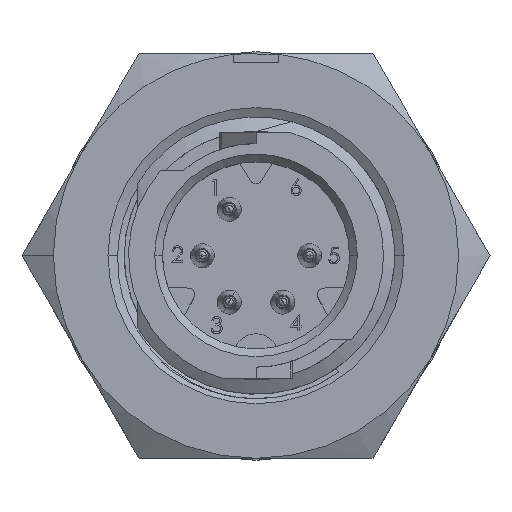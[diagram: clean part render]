
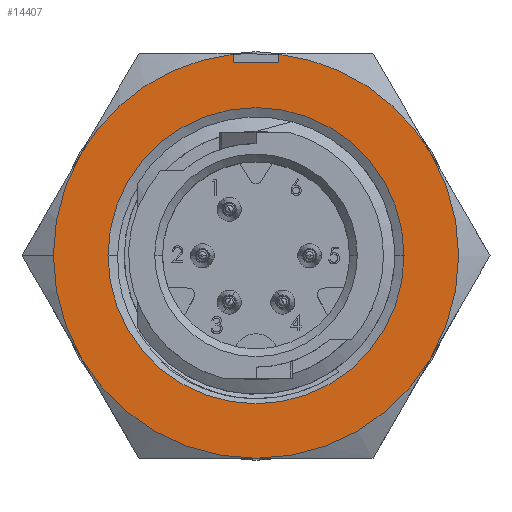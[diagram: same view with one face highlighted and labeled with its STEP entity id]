
A CAD part, top view. The second image highlights one B-rep face of the part: STEP entity #14407.
In plain terms, the highlighted planar face has unit normal (0, 0, 1).
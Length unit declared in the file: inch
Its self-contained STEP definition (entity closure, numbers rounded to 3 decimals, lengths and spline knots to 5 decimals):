
#185 = EDGE_CURVE ( 'NONE', #22860, #12792, #22098, .T. ) ;
#234 = LINE ( 'NONE', #5955, #1521 ) ;
#254 = CIRCLE ( 'NONE', #14679, 0.31 ) ;
#288 = DIRECTION ( 'NONE',  ( 0., 0., -1. ) ) ;
#951 = CARTESIAN_POINT ( 'NONE',  ( 0., 0., 0.403 ) ) ;
#1147 = CIRCLE ( 'NONE', #24004, 0.2265 ) ;
#1259 = LINE ( 'NONE', #13728, #21391 ) ;
#1521 = VECTOR ( 'NONE', #8065, 39.37008 ) ;
#1540 = FACE_OUTER_BOUND ( 'NONE', #12065, .T. ) ;
#2365 = AXIS2_PLACEMENT_3D ( 'NONE', #13156, #21230, #7319 ) ;
#2476 = EDGE_CURVE ( 'NONE', #5357, #9779, #7877, .T. ) ;
#3171 = DIRECTION ( 'NONE',  ( 1., 0., 0. ) ) ;
#3272 = CIRCLE ( 'NONE', #4970, 0.31 ) ;
#3335 = VERTEX_POINT ( 'NONE', #13595 ) ;
#3523 = LINE ( 'NONE', #11596, #21865 ) ;
#3584 = EDGE_CURVE ( 'NONE', #12792, #7207, #3272, .T. ) ;
#3961 = CARTESIAN_POINT ( 'NONE',  ( 0.26847, 0.155, 0.403 ) ) ;
#4163 = DIRECTION ( 'NONE',  ( 0., 0., -1. ) ) ;
#4209 = DIRECTION ( 'NONE',  ( 0., 0., -1. ) ) ;
#4284 = CARTESIAN_POINT ( 'NONE',  ( 0.035, -0.30802, 0.403 ) ) ;
#4636 = ORIENTED_EDGE ( 'NONE', *, *, #2476, .F. ) ;
#4970 = AXIS2_PLACEMENT_3D ( 'NONE', #7162, #25559, #3171 ) ;
#5244 = VERTEX_POINT ( 'NONE', #24611 ) ;
#5335 = DIRECTION ( 'NONE',  ( 0., 0., -1. ) ) ;
#5357 = VERTEX_POINT ( 'NONE', #19577 ) ;
#5758 = CIRCLE ( 'NONE', #20556, 0.31 ) ;
#5797 = DIRECTION ( 'NONE',  ( 0., -1., 0. ) ) ;
#5955 = CARTESIAN_POINT ( 'NONE',  ( -0.035, -0.35188, 0.403 ) ) ;
#6226 = VERTEX_POINT ( 'NONE', #24232 ) ;
#7162 = CARTESIAN_POINT ( 'NONE',  ( 0., 0., 0.403 ) ) ;
#7207 = VERTEX_POINT ( 'NONE', #4284 ) ;
#7319 = DIRECTION ( 'NONE',  ( 1., 0., 0. ) ) ;
#7320 = EDGE_CURVE ( 'NONE', #13521, #6226, #3523, .T. ) ;
#7506 = EDGE_CURVE ( 'NONE', #5244, #23602, #25211, .T. ) ;
#7876 = VERTEX_POINT ( 'NONE', #22429 ) ;
#7877 = CIRCLE ( 'NONE', #2365, 0.31 ) ;
#7907 = FACE_BOUND ( 'NONE', #19715, .T. ) ;
#8065 = DIRECTION ( 'NONE',  ( 0., -1., 0. ) ) ;
#8232 = CARTESIAN_POINT ( 'NONE',  ( -0.26847, -0.155, 0.403 ) ) ;
#8373 = DIRECTION ( 'NONE',  ( 1., 0., 0. ) ) ;
#8625 = DIRECTION ( 'NONE',  ( 0., 0., -1. ) ) ;
#9526 = EDGE_CURVE ( 'NONE', #23602, #5244, #1147, .T. ) ;
#9764 = PLANE ( 'NONE',  #14232 ) ;
#9779 = VERTEX_POINT ( 'NONE', #8232 ) ;
#10041 = EDGE_CURVE ( 'NONE', #7207, #13521, #1259, .T. ) ;
#10244 = DIRECTION ( 'NONE',  ( 1., 0., 0. ) ) ;
#10612 = DIRECTION ( 'NONE',  ( 1., 0., 0. ) ) ;
#11389 = ORIENTED_EDGE ( 'NONE', *, *, #12588, .F. ) ;
#11402 = ORIENTED_EDGE ( 'NONE', *, *, #16193, .F. ) ;
#11531 = ORIENTED_EDGE ( 'NONE', *, *, #10041, .F. ) ;
#11596 = CARTESIAN_POINT ( 'NONE',  ( 0.035, -0.295, 0.403 ) ) ;
#11737 = DIRECTION ( 'NONE',  ( -1., 0., 0. ) ) ;
#12065 = EDGE_LOOP ( 'NONE', ( #4636, #13349, #23677, #11531, #24203, #17129, #18641, #11389, #16225, #11402 ) ) ;
#12299 = DIRECTION ( 'NONE',  ( 1., 0., 0. ) ) ;
#12301 = CARTESIAN_POINT ( 'NONE',  ( 0.31, 0., 0.403 ) ) ;
#12350 = CARTESIAN_POINT ( 'NONE',  ( 0., 0., 0.403 ) ) ;
#12588 = EDGE_CURVE ( 'NONE', #3335, #17707, #24289, .T. ) ;
#12792 = VERTEX_POINT ( 'NONE', #18956 ) ;
#13156 = CARTESIAN_POINT ( 'NONE',  ( 0., 0., 0.403 ) ) ;
#13299 = CIRCLE ( 'NONE', #24276, 0.31 ) ;
#13349 = ORIENTED_EDGE ( 'NONE', *, *, #16668, .F. ) ;
#13521 = VERTEX_POINT ( 'NONE', #18604 ) ;
#13595 = CARTESIAN_POINT ( 'NONE',  ( 0., 0.31, 0.403 ) ) ;
#13728 = CARTESIAN_POINT ( 'NONE',  ( 0.035, -0.35188, 0.403 ) ) ;
#14177 = AXIS2_PLACEMENT_3D ( 'NONE', #25608, #19798, #15585 ) ;
#14232 = AXIS2_PLACEMENT_3D ( 'NONE', #18130, #24189, #5797 ) ;
#14407 = ADVANCED_FACE ( 'NONE', ( #7907, #1540 ), #9764, .F. ) ;
#14679 = AXIS2_PLACEMENT_3D ( 'NONE', #17077, #25121, #16824 ) ;
#15585 = DIRECTION ( 'NONE',  ( 1., 0., 0. ) ) ;
#16193 = EDGE_CURVE ( 'NONE', #9779, #7876, #5758, .T. ) ;
#16225 = ORIENTED_EDGE ( 'NONE', *, *, #16849, .F. ) ;
#16668 = EDGE_CURVE ( 'NONE', #6226, #5357, #234, .T. ) ;
#16824 = DIRECTION ( 'NONE',  ( 1., 0., 0. ) ) ;
#16849 = EDGE_CURVE ( 'NONE', #7876, #3335, #254, .T. ) ;
#17077 = CARTESIAN_POINT ( 'NONE',  ( 0., 0., 0.403 ) ) ;
#17129 = ORIENTED_EDGE ( 'NONE', *, *, #185, .F. ) ;
#17286 = DIRECTION ( 'NONE',  ( 1., 0., 0. ) ) ;
#17707 = VERTEX_POINT ( 'NONE', #3961 ) ;
#18130 = CARTESIAN_POINT ( 'NONE',  ( 0., 0.62, 0.403 ) ) ;
#18330 = ORIENTED_EDGE ( 'NONE', *, *, #7506, .T. ) ;
#18604 = CARTESIAN_POINT ( 'NONE',  ( 0.035, -0.295, 0.403 ) ) ;
#18641 = ORIENTED_EDGE ( 'NONE', *, *, #18754, .F. ) ;
#18754 = EDGE_CURVE ( 'NONE', #17707, #22860, #13299, .T. ) ;
#18956 = CARTESIAN_POINT ( 'NONE',  ( 0.26847, -0.155, 0.403 ) ) ;
#19577 = CARTESIAN_POINT ( 'NONE',  ( -0.035, -0.30802, 0.403 ) ) ;
#19715 = EDGE_LOOP ( 'NONE', ( #23506, #18330 ) ) ;
#19798 = DIRECTION ( 'NONE',  ( 0., 0., -1. ) ) ;
#20146 = AXIS2_PLACEMENT_3D ( 'NONE', #22331, #4163, #10244 ) ;
#20556 = AXIS2_PLACEMENT_3D ( 'NONE', #22378, #4209, #12299 ) ;
#20701 = CARTESIAN_POINT ( 'NONE',  ( 0., 0., 0.403 ) ) ;
#21230 = DIRECTION ( 'NONE',  ( 0., 0., -1. ) ) ;
#21391 = VECTOR ( 'NONE', #25890, 39.37008 ) ;
#21865 = VECTOR ( 'NONE', #11737, 39.37008 ) ;
#22098 = CIRCLE ( 'NONE', #22506, 0.31 ) ;
#22331 = CARTESIAN_POINT ( 'NONE',  ( 0., 0., 0.403 ) ) ;
#22378 = CARTESIAN_POINT ( 'NONE',  ( 0., 0., 0.403 ) ) ;
#22429 = CARTESIAN_POINT ( 'NONE',  ( -0.26847, 0.155, 0.403 ) ) ;
#22506 = AXIS2_PLACEMENT_3D ( 'NONE', #20701, #8625, #10612 ) ;
#22584 = CARTESIAN_POINT ( 'NONE',  ( -0.2265, 0., 0.403 ) ) ;
#22860 = VERTEX_POINT ( 'NONE', #12301 ) ;
#23506 = ORIENTED_EDGE ( 'NONE', *, *, #9526, .T. ) ;
#23602 = VERTEX_POINT ( 'NONE', #22584 ) ;
#23677 = ORIENTED_EDGE ( 'NONE', *, *, #7320, .F. ) ;
#24004 = AXIS2_PLACEMENT_3D ( 'NONE', #951, #5335, #17286 ) ;
#24189 = DIRECTION ( 'NONE',  ( 0., 0., -1. ) ) ;
#24203 = ORIENTED_EDGE ( 'NONE', *, *, #3584, .F. ) ;
#24232 = CARTESIAN_POINT ( 'NONE',  ( -0.035, -0.295, 0.403 ) ) ;
#24276 = AXIS2_PLACEMENT_3D ( 'NONE', #12350, #288, #8373 ) ;
#24289 = CIRCLE ( 'NONE', #14177, 0.31 ) ;
#24611 = CARTESIAN_POINT ( 'NONE',  ( 0.2265, 0., 0.403 ) ) ;
#25121 = DIRECTION ( 'NONE',  ( 0., 0., -1. ) ) ;
#25211 = CIRCLE ( 'NONE', #20146, 0.2265 ) ;
#25559 = DIRECTION ( 'NONE',  ( 0., 0., -1. ) ) ;
#25608 = CARTESIAN_POINT ( 'NONE',  ( 0., 0., 0.403 ) ) ;
#25890 = DIRECTION ( 'NONE',  ( 0., 1., 0. ) ) ;
